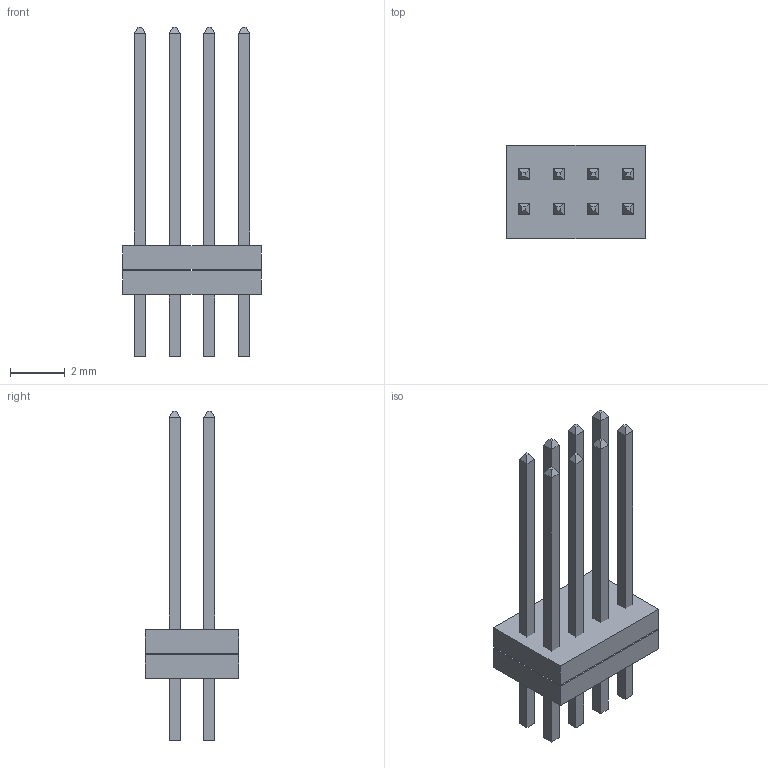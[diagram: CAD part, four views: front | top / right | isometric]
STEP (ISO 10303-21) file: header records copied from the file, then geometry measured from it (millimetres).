
FILE_DESCRIPTION(('FreeCAD Model'),'2;1');
FILE_NAME('Open CASCADE Shape Model','2025-01-25T11:45:53',(''),(''), 'Open CASCADE STEP processor 7.8','FreeCAD','Unknown');
FILE_SCHEMA(('AUTOMOTIVE_DESIGN { 1 0 10303 214 1 1 1 1 }'));
Length unit declared in the file: millimetre
Products named in the file (5): FW-04-04-G-D-070-315; FW-04-04-G-D-070-315_bottom_body; FW-04-04-G-D-070-315_pins1; FW-04-04-G-D-070-070_pins2; FW-04-04-G-D-070-315_top_body
Assembly tree (4 placements, depth 2):
  FW-04-04-G-D-070-315
    FW-04-04-G-D-070-315_bottom_body
    FW-04-04-G-D-070-315_pins1
    FW-04-04-G-D-070-070_pins2
    FW-04-04-G-D-070-315_top_body
Bounding box: 5.08 x 3.43 x 12.06 mm (x, y, z)
Volume: 48.9 mm3; surface area: 283.4 mm2
Topology: 4 solids, 4 shells, 112 faces, 280 edges, 176 vertices
Faces by surface type: plane 112
Entity records: 3346 total; most frequent: CARTESIAN_POINT 573, ORIENTED_EDGE 560, DIRECTION 514, EDGE_CURVE 280, LINE 280, VECTOR 280, VERTEX_POINT 176, AXIS2_PLACEMENT_3D 117
